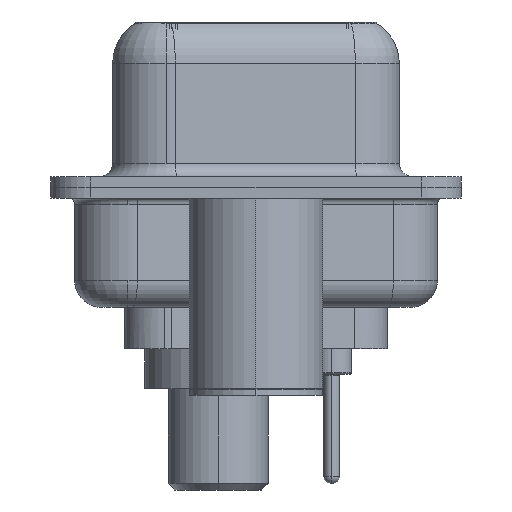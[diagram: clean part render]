
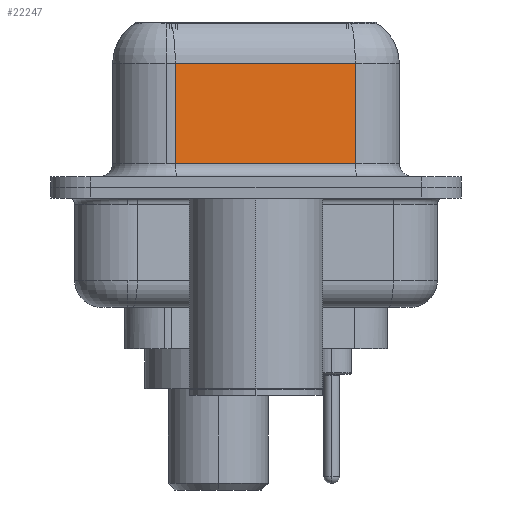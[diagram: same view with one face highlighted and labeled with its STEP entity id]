
A CAD part, left-side view. The second image highlights one B-rep face of the part: STEP entity #22247.
In plain terms, the highlighted planar face has unit normal (-0.985, -0.174, 0).
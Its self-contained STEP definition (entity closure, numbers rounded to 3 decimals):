
#1470 = VECTOR ( 'NONE', #28386, 1000. ) ;
#2050 = DIRECTION ( 'NONE',  ( 0.985, 0.174, 0. ) ) ;
#4439 = CARTESIAN_POINT ( 'NONE',  ( 5.621, -3.722, 6.4 ) ) ;
#4600 = VECTOR ( 'NONE', #19709, 1000. ) ;
#7538 = AXIS2_PLACEMENT_3D ( 'NONE', #17523, #2050, #32457 ) ;
#7728 = EDGE_CURVE ( 'NONE', #21084, #28563, #32363, .T. ) ;
#8132 = VERTEX_POINT ( 'NONE', #29369 ) ;
#8645 = LINE ( 'NONE', #4439, #4600 ) ;
#8946 = ORIENTED_EDGE ( 'NONE', *, *, #7728, .T. ) ;
#9455 = VERTEX_POINT ( 'NONE', #19921 ) ;
#10400 = CARTESIAN_POINT ( 'NONE',  ( 5.621, -3.722, 4.65 ) ) ;
#11131 = LINE ( 'NONE', #22407, #30842 ) ;
#12413 = CARTESIAN_POINT ( 'NONE',  ( 5.621, -3.722, 0.9 ) ) ;
#12493 = EDGE_CURVE ( 'NONE', #8132, #9455, #15584, .T. ) ;
#14708 = PLANE ( 'NONE',  #7538 ) ;
#15584 = LINE ( 'NONE', #10400, #1470 ) ;
#17321 = EDGE_CURVE ( 'NONE', #9455, #21084, #11131, .T. ) ;
#17523 = CARTESIAN_POINT ( 'NONE',  ( 5.621, -3.722, 6.4 ) ) ;
#17763 = EDGE_LOOP ( 'NONE', ( #24590, #32566, #20750, #8946 ) ) ;
#17835 = EDGE_CURVE ( 'NONE', #8132, #28563, #8645, .T. ) ;
#19709 = DIRECTION ( 'NONE',  ( 0., 0., -1. ) ) ;
#19921 = CARTESIAN_POINT ( 'NONE',  ( 4.43, 3.028, 4.65 ) ) ;
#20373 = CARTESIAN_POINT ( 'NONE',  ( 4.43, 3.028, 0.9 ) ) ;
#20750 = ORIENTED_EDGE ( 'NONE', *, *, #17321, .T. ) ;
#21084 = VERTEX_POINT ( 'NONE', #20373 ) ;
#22247 = ADVANCED_FACE ( 'NONE', ( #22853 ), #14708, .F. ) ;
#22407 = CARTESIAN_POINT ( 'NONE',  ( 4.43, 3.028, 6.4 ) ) ;
#22853 = FACE_OUTER_BOUND ( 'NONE', #17763, .T. ) ;
#23168 = DIRECTION ( 'NONE',  ( 0., 0., -1. ) ) ;
#24590 = ORIENTED_EDGE ( 'NONE', *, *, #17835, .F. ) ;
#25090 = DIRECTION ( 'NONE',  ( 0.174, -0.985, 0. ) ) ;
#25373 = CARTESIAN_POINT ( 'NONE',  ( 5.621, -3.722, 0.9 ) ) ;
#28386 = DIRECTION ( 'NONE',  ( -0.174, 0.985, 0. ) ) ;
#28563 = VERTEX_POINT ( 'NONE', #25373 ) ;
#29369 = CARTESIAN_POINT ( 'NONE',  ( 5.621, -3.722, 4.65 ) ) ;
#30760 = VECTOR ( 'NONE', #25090, 1000. ) ;
#30842 = VECTOR ( 'NONE', #23168, 1000. ) ;
#32363 = LINE ( 'NONE', #12413, #30760 ) ;
#32457 = DIRECTION ( 'NONE',  ( -0.174, 0.985, 0. ) ) ;
#32566 = ORIENTED_EDGE ( 'NONE', *, *, #12493, .T. ) ;
